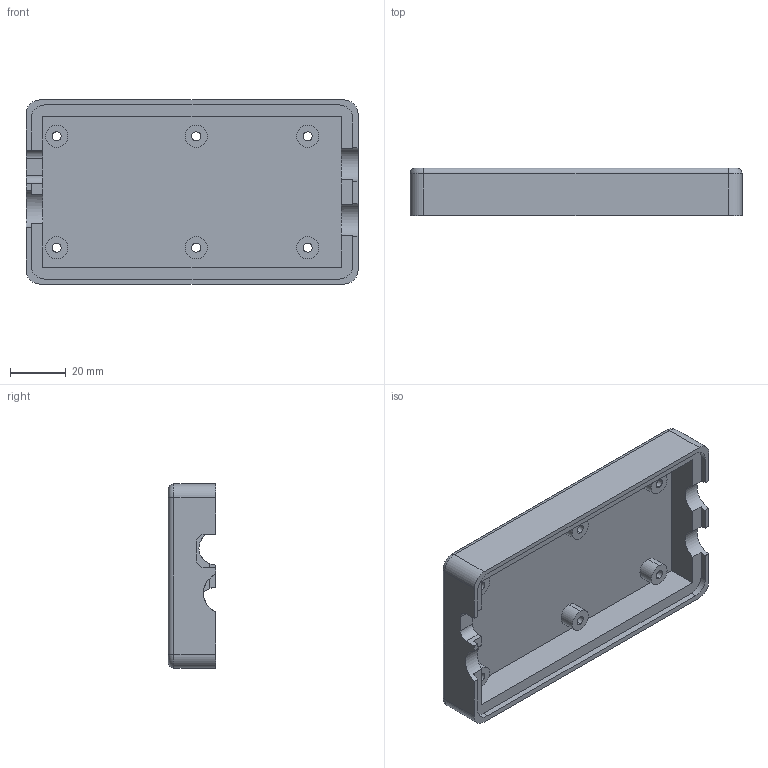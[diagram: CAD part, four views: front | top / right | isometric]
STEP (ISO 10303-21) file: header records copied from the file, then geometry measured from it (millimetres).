
FILE_DESCRIPTION (( 'STEP AP214' ), '1' );
FILE_NAME ('Differential_Probe_Enclosure_Bottom.STEP', '2025-06-10T19:31:23', ( '' ), ( '' ), 'SwSTEP 2.0', 'SolidWorks 2024', '' );
FILE_SCHEMA (( 'AUTOMOTIVE_DESIGN' ));
Length unit declared in the file: millimetre
Products named in the file (1): Differential_Probe_Enclosure_Bottom
Bounding box: 119 x 17 x 66 mm (x, y, z)
Volume: 54543.6 mm3; surface area: 26906.2 mm2
Topology: 1 solids, 1 shells, 102 faces, 256 edges, 168 vertices
Faces by surface type: cylinder 57, plane 41, torus 4
Entity records: 3147 total; most frequent: DIRECTION 586, CARTESIAN_POINT 527, ORIENTED_EDGE 512, EDGE_CURVE 256, AXIS2_PLACEMENT_3D 227, VERTEX_POINT 168, LINE 132, VECTOR 132
